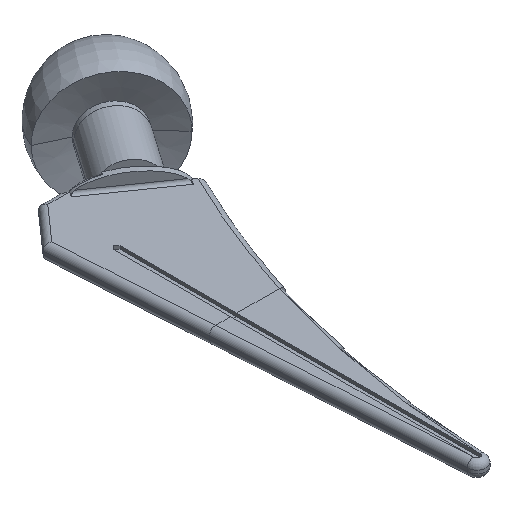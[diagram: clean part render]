
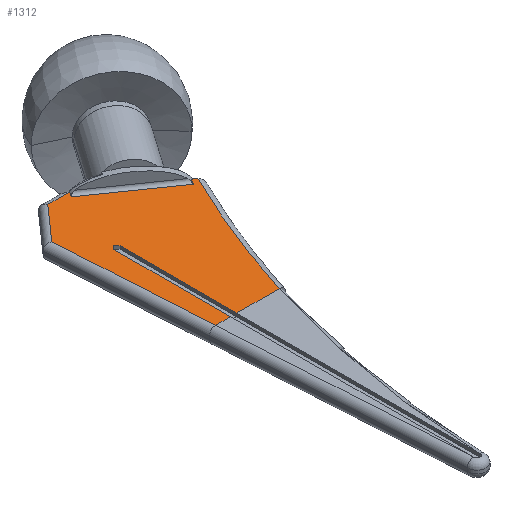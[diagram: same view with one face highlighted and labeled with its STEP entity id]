
A CAD part, isometric view. The second image highlights one B-rep face of the part: STEP entity #1312.
In plain terms, the highlighted planar face has unit normal (0, 0, 1).
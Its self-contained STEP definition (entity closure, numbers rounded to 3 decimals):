
#8 = EDGE_CURVE ( 'NONE', #573, #749, #381, .T. ) ;
#25 = CARTESIAN_POINT ( 'NONE',  ( 14.609, 77.706, 2.5 ) ) ;
#42 = DIRECTION ( 'NONE',  ( 0., 0., 1. ) ) ;
#100 = DIRECTION ( 'NONE',  ( 0., -1., 0. ) ) ;
#102 = VECTOR ( 'NONE', #2081, 1000. ) ;
#104 = VERTEX_POINT ( 'NONE', #905 ) ;
#135 = LINE ( 'NONE', #850, #102 ) ;
#185 = VERTEX_POINT ( 'NONE', #1296 ) ;
#194 = DIRECTION ( 'NONE',  ( 1., 0., 0. ) ) ;
#197 = CARTESIAN_POINT ( 'NONE',  ( 31.431, 122.815, 2.5 ) ) ;
#235 = DIRECTION ( 'NONE',  ( 1., 0., 0. ) ) ;
#245 = VERTEX_POINT ( 'NONE', #1694 ) ;
#252 = CARTESIAN_POINT ( 'NONE',  ( 302.727, -12.804, 2.5 ) ) ;
#271 = ORIENTED_EDGE ( 'NONE', *, *, #1381, .T. ) ;
#329 = LINE ( 'NONE', #1055, #562 ) ;
#368 = LINE ( 'NONE', #1396, #494 ) ;
#381 = LINE ( 'NONE', #882, #667 ) ;
#383 = DIRECTION ( 'NONE',  ( -0.571, -0.821, 0. ) ) ;
#399 = LINE ( 'NONE', #1802, #1230 ) ;
#403 = AXIS2_PLACEMENT_3D ( 'NONE', #807, #42, #1131 ) ;
#406 = LINE ( 'NONE', #1655, #1797 ) ;
#411 = VECTOR ( 'NONE', #1552, 1000. ) ;
#426 = EDGE_CURVE ( 'NONE', #104, #2182, #368, .T. ) ;
#445 = VECTOR ( 'NONE', #235, 1000. ) ;
#449 = CARTESIAN_POINT ( 'NONE',  ( -1., 0., 2.5 ) ) ;
#482 = CARTESIAN_POINT ( 'NONE',  ( 7.859, 138., 2.5 ) ) ;
#494 = VECTOR ( 'NONE', #1584, 1000. ) ;
#525 = VERTEX_POINT ( 'NONE', #2160 ) ;
#530 = EDGE_CURVE ( 'NONE', #546, #736, #775, .T. ) ;
#546 = VERTEX_POINT ( 'NONE', #599 ) ;
#562 = VECTOR ( 'NONE', #1032, 1000. ) ;
#573 = VERTEX_POINT ( 'NONE', #1092 ) ;
#584 = PLANE ( 'NONE',  #403 ) ;
#599 = CARTESIAN_POINT ( 'NONE',  ( -8.78, 127.056, 2.5 ) ) ;
#615 = CARTESIAN_POINT ( 'NONE',  ( 32.063, 121.156, 2.5 ) ) ;
#617 = ORIENTED_EDGE ( 'NONE', *, *, #1636, .T. ) ;
#629 = EDGE_CURVE ( 'NONE', #749, #245, #649, .T. ) ;
#645 = LINE ( 'NONE', #1711, #1225 ) ;
#649 = LINE ( 'NONE', #449, #1088 ) ;
#667 = VECTOR ( 'NONE', #1596, 1000. ) ;
#706 = CARTESIAN_POINT ( 'NONE',  ( -1., 115., 2.5 ) ) ;
#736 = VERTEX_POINT ( 'NONE', #1832 ) ;
#749 = VERTEX_POINT ( 'NONE', #706 ) ;
#752 = EDGE_CURVE ( 'NONE', #185, #546, #1562, .T. ) ;
#755 = EDGE_LOOP ( 'NONE', ( #814, #2079, #1249, #1772, #834, #1666, #271, #1679, #617, #1240, #2262, #969, #1899, #1921 ) ) ;
#775 = LINE ( 'NONE', #957, #1691 ) ;
#807 = CARTESIAN_POINT ( 'NONE',  ( 302.727, -12.804, 2.5 ) ) ;
#814 = ORIENTED_EDGE ( 'NONE', *, *, #530, .T. ) ;
#829 = LINE ( 'NONE', #2068, #1437 ) ;
#834 = ORIENTED_EDGE ( 'NONE', *, *, #1883, .F. ) ;
#850 = CARTESIAN_POINT ( 'NONE',  ( 0., 138., 2.5 ) ) ;
#882 = CARTESIAN_POINT ( 'NONE',  ( -1., 115., 2.5 ) ) ;
#883 = CIRCLE ( 'NONE', #1071, 302. ) ;
#904 = DIRECTION ( 'NONE',  ( -0.821, 0.571, 0. ) ) ;
#905 = CARTESIAN_POINT ( 'NONE',  ( 29.716, 120.353, 2.5 ) ) ;
#948 = VERTEX_POINT ( 'NONE', #482 ) ;
#957 = CARTESIAN_POINT ( 'NONE',  ( -1.004, 0.122, 2.5 ) ) ;
#961 = DIRECTION ( 'NONE',  ( 1., 0., 0. ) ) ;
#969 = ORIENTED_EDGE ( 'NONE', *, *, #2130, .T. ) ;
#1024 = VERTEX_POINT ( 'NONE', #2083 ) ;
#1032 = DIRECTION ( 'NONE',  ( 0.571, 0.821, 0. ) ) ;
#1055 = CARTESIAN_POINT ( 'NONE',  ( 8.435, 138.827, 2.5 ) ) ;
#1070 = EDGE_CURVE ( 'NONE', #1024, #104, #1773, .T. ) ;
#1071 = AXIS2_PLACEMENT_3D ( 'NONE', #252, #2129, #961 ) ;
#1078 = EDGE_CURVE ( 'NONE', #1841, #1116, #883, .T. ) ;
#1088 = VECTOR ( 'NONE', #100, 1000. ) ;
#1092 = CARTESIAN_POINT ( 'NONE',  ( 0., 116., 2.5 ) ) ;
#1116 = VERTEX_POINT ( 'NONE', #615 ) ;
#1122 = DIRECTION ( 'NONE',  ( 0., 1., 0. ) ) ;
#1131 = DIRECTION ( 'NONE',  ( 1., 0., 0. ) ) ;
#1225 = VECTOR ( 'NONE', #904, 1000. ) ;
#1230 = VECTOR ( 'NONE', #1273, 1000. ) ;
#1240 = ORIENTED_EDGE ( 'NONE', *, *, #1070, .T. ) ;
#1249 = ORIENTED_EDGE ( 'NONE', *, *, #629, .F. ) ;
#1273 = DIRECTION ( 'NONE',  ( -0.707, 0.707, 0. ) ) ;
#1296 = CARTESIAN_POINT ( 'NONE',  ( 0.901, 138., 2.5 ) ) ;
#1312 = ADVANCED_FACE ( 'NONE', ( #1622 ), #584, .T. ) ;
#1366 = EDGE_CURVE ( 'NONE', #1583, #525, #406, .T. ) ;
#1381 = EDGE_CURVE ( 'NONE', #1583, #1841, #1456, .T. ) ;
#1396 = CARTESIAN_POINT ( 'NONE',  ( 276.023, -51.154, 2.5 ) ) ;
#1413 = CARTESIAN_POINT ( 'NONE',  ( 1., 77.706, 2.5 ) ) ;
#1432 = VECTOR ( 'NONE', #383, 1000. ) ;
#1437 = VECTOR ( 'NONE', #194, 1000. ) ;
#1456 = LINE ( 'NONE', #2006, #445 ) ;
#1466 = CARTESIAN_POINT ( 'NONE',  ( 6.721, 136.365, 2.5 ) ) ;
#1552 = DIRECTION ( 'NONE',  ( -0.663, -0.749, 0. ) ) ;
#1562 = LINE ( 'NONE', #2085, #411 ) ;
#1583 = VERTEX_POINT ( 'NONE', #1413 ) ;
#1584 = DIRECTION ( 'NONE',  ( -0.821, 0.571, 0. ) ) ;
#1596 = DIRECTION ( 'NONE',  ( -0.707, -0.707, 0. ) ) ;
#1622 = FACE_OUTER_BOUND ( 'NONE', #755, .T. ) ;
#1628 = EDGE_CURVE ( 'NONE', #736, #245, #829, .T. ) ;
#1636 = EDGE_CURVE ( 'NONE', #1116, #1024, #645, .T. ) ;
#1655 = CARTESIAN_POINT ( 'NONE',  ( 1., 0., 2.5 ) ) ;
#1666 = ORIENTED_EDGE ( 'NONE', *, *, #1366, .F. ) ;
#1679 = ORIENTED_EDGE ( 'NONE', *, *, #1078, .T. ) ;
#1691 = VECTOR ( 'NONE', #1789, 1000. ) ;
#1694 = CARTESIAN_POINT ( 'NONE',  ( -1., 77.706, 2.5 ) ) ;
#1711 = CARTESIAN_POINT ( 'NONE',  ( 5., 140., 2.5 ) ) ;
#1745 = EDGE_CURVE ( 'NONE', #948, #185, #135, .T. ) ;
#1772 = ORIENTED_EDGE ( 'NONE', *, *, #8, .F. ) ;
#1773 = LINE ( 'NONE', #197, #1432 ) ;
#1789 = DIRECTION ( 'NONE',  ( 0.061, -0.998, 0. ) ) ;
#1797 = VECTOR ( 'NONE', #1122, 1000. ) ;
#1802 = CARTESIAN_POINT ( 'NONE',  ( 1., 115., 2.5 ) ) ;
#1832 = CARTESIAN_POINT ( 'NONE',  ( -5.756, 77.706, 2.5 ) ) ;
#1841 = VERTEX_POINT ( 'NONE', #25 ) ;
#1883 = EDGE_CURVE ( 'NONE', #525, #573, #399, .T. ) ;
#1899 = ORIENTED_EDGE ( 'NONE', *, *, #1745, .T. ) ;
#1921 = ORIENTED_EDGE ( 'NONE', *, *, #752, .T. ) ;
#2006 = CARTESIAN_POINT ( 'NONE',  ( 302.727, 77.706, 2.5 ) ) ;
#2068 = CARTESIAN_POINT ( 'NONE',  ( 302.727, 77.706, 2.5 ) ) ;
#2079 = ORIENTED_EDGE ( 'NONE', *, *, #1628, .T. ) ;
#2081 = DIRECTION ( 'NONE',  ( -1., 0., 0. ) ) ;
#2083 = CARTESIAN_POINT ( 'NONE',  ( 30.859, 121.994, 2.5 ) ) ;
#2085 = CARTESIAN_POINT ( 'NONE',  ( -9.328, 126.435, 2.5 ) ) ;
#2129 = DIRECTION ( 'NONE',  ( 0., 0., -1. ) ) ;
#2130 = EDGE_CURVE ( 'NONE', #2182, #948, #329, .T. ) ;
#2160 = CARTESIAN_POINT ( 'NONE',  ( 1., 115., 2.5 ) ) ;
#2182 = VERTEX_POINT ( 'NONE', #1466 ) ;
#2262 = ORIENTED_EDGE ( 'NONE', *, *, #426, .T. ) ;
